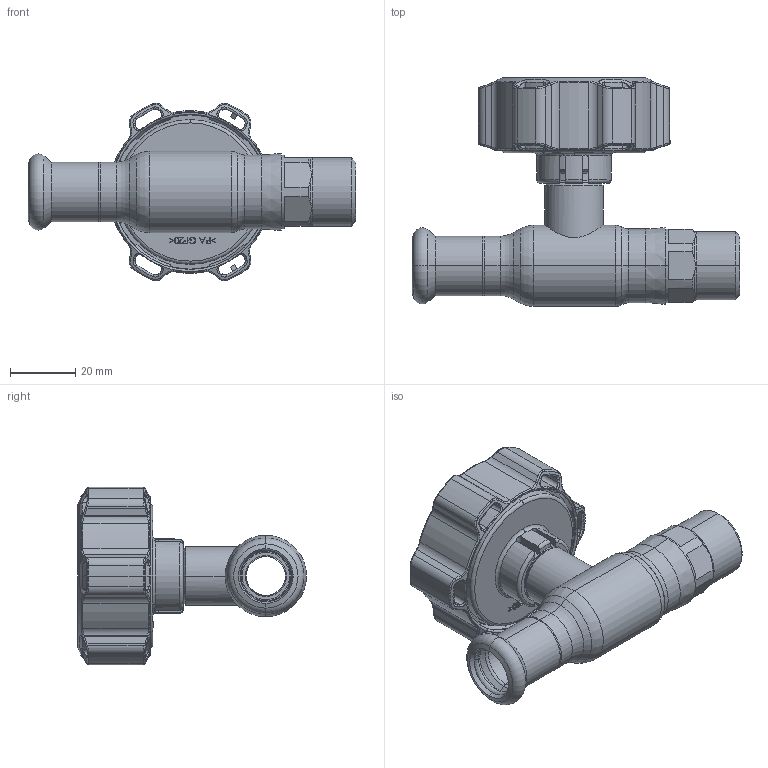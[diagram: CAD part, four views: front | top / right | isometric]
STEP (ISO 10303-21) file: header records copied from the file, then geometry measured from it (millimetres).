
FILE_DESCRIPTION (( 'STEP AP214' ), '1' );
FILE_NAME ('2010001210-0200.step', '2024-01-11T11:07:34', ( '' ), ( '' ), 'SwSTEP 2.0', 'SolidWorks 2021', '' );
FILE_SCHEMA (( 'AUTOMOTIVE_DESIGN' ));
Length unit declared in the file: millimetre
Products named in the file (1): 2010001210-0200
Bounding box: 100.8 x 70.4 x 54.57 mm (x, y, z)
Surface area: 25335.5 mm2 (no closed solid volume)
Topology: 0 solids, 10 shells, 559 faces, 1628 edges, 1049 vertices
Faces by surface type: bspline 181, cylinder 128, plane 109, torus 77, cone 64
Entity records: 34666 total; most frequent: CARTESIAN_POINT 15492, ORIENTED_EDGE 2905, DIRECTION 2272, EDGE_CURVE 1628, VERTEX_POINT 1049, AXIS2_PLACEMENT_3D 909, B_SPLINE_CURVE_WITH_KNOTS 614, EDGE_LOOP 591
